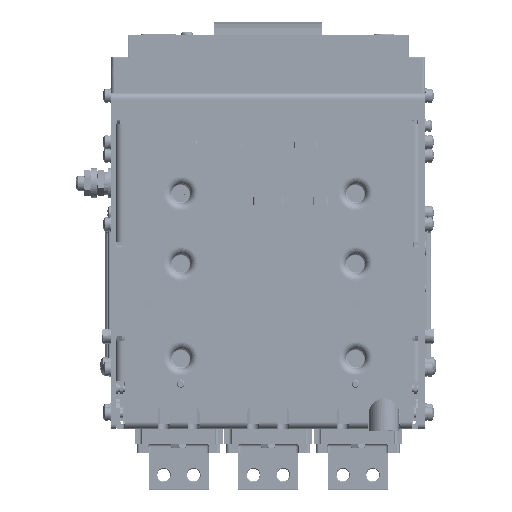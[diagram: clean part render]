
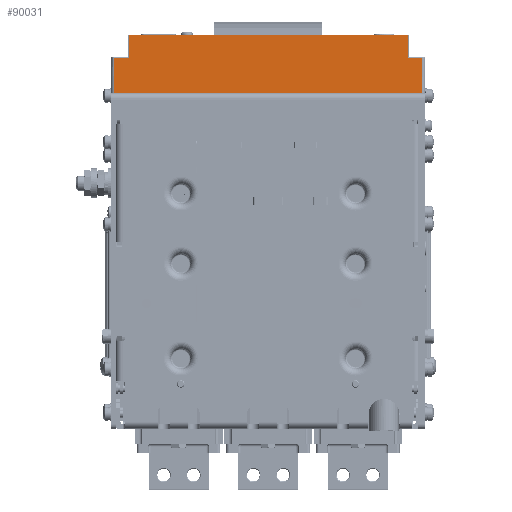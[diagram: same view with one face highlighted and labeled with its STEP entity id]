
A CAD part, front view. The second image highlights one B-rep face of the part: STEP entity #90031.
In plain terms, the highlighted planar face has unit normal (0, -1, 0).
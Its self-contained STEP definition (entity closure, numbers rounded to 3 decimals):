
#80322=FACE_OUTER_BOUND('',#119214,.T.);
#90031=ADVANCED_FACE('',(#80322),#96101,.T.);
#96101=PLANE('',#252318);
#119214=EDGE_LOOP('',(#162424,#162425,#162426,#162427,#162428,#162429,#162430,
#162431));
#162424=ORIENTED_EDGE('',*,*,#203917,.T.);
#162425=ORIENTED_EDGE('',*,*,#203907,.T.);
#162426=ORIENTED_EDGE('',*,*,#203935,.T.);
#162427=ORIENTED_EDGE('',*,*,#203953,.T.);
#162428=ORIENTED_EDGE('',*,*,#203937,.T.);
#162429=ORIENTED_EDGE('',*,*,#203893,.T.);
#162430=ORIENTED_EDGE('',*,*,#203921,.T.);
#162431=ORIENTED_EDGE('',*,*,#203887,.T.);
#181264=VERTEX_POINT('',#382145);
#181266=VERTEX_POINT('',#382153);
#181269=VERTEX_POINT('',#382166);
#181271=VERTEX_POINT('',#382169);
#181278=VERTEX_POINT('',#382191);
#181280=VERTEX_POINT('',#382195);
#181293=VERTEX_POINT('',#382248);
#181294=VERTEX_POINT('',#382252);
#203887=EDGE_CURVE('',#181266,#181264,#219279,.T.);
#203893=EDGE_CURVE('',#181271,#181269,#219282,.T.);
#203907=EDGE_CURVE('',#181278,#181280,#219286,.T.);
#203917=EDGE_CURVE('',#181264,#181278,#219289,.T.);
#203921=EDGE_CURVE('',#181269,#181266,#219293,.T.);
#203935=EDGE_CURVE('',#181280,#181293,#219304,.T.);
#203937=EDGE_CURVE('',#181294,#181271,#219305,.T.);
#203953=EDGE_CURVE('',#181293,#181294,#219310,.T.);
#219279=LINE('',#382156,#234324);
#219282=LINE('',#382168,#234327);
#219286=LINE('',#382196,#234331);
#219289=LINE('',#382215,#234334);
#219293=LINE('',#382221,#234338);
#219304=LINE('',#382247,#234349);
#219305=LINE('',#382251,#234350);
#219310=LINE('',#382345,#234355);
#234324=VECTOR('',#299333,1.);
#234327=VECTOR('',#299348,1.);
#234331=VECTOR('',#299380,1.);
#234334=VECTOR('',#299407,1.);
#234338=VECTOR('',#299415,1.);
#234349=VECTOR('',#299440,1.);
#234350=VECTOR('',#299445,1.);
#234355=VECTOR('',#299486,1.);
#252318=AXIS2_PLACEMENT_3D('',#382346,#299487,#299488);
#299333=DIRECTION('',(-1.,0.,0.));
#299348=DIRECTION('',(-1.,0.,0.));
#299380=DIRECTION('',(-1.,0.,0.));
#299407=DIRECTION('',(0.,0.,-1.));
#299415=DIRECTION('',(0.,0.,1.));
#299440=DIRECTION('',(0.,0.,-1.));
#299445=DIRECTION('',(0.,0.,1.));
#299486=DIRECTION('',(1.,0.,0.));
#299487=DIRECTION('',(0.,-1.,0.));
#299488=DIRECTION('',(0.,0.,-1.));
#382145=CARTESIAN_POINT('',(81.5,-111.605,286.052));
#382153=CARTESIAN_POINT('',(268.5,-111.605,286.052));
#382156=CARTESIAN_POINT('',(133.25,-111.605,286.052));
#382166=CARTESIAN_POINT('',(268.5,-111.605,271.052));
#382168=CARTESIAN_POINT('',(270.5,-111.605,271.052));
#382169=CARTESIAN_POINT('',(278.,-111.605,271.052));
#382191=CARTESIAN_POINT('',(81.5,-111.605,271.052));
#382195=CARTESIAN_POINT('',(72.,-111.605,271.052));
#382196=CARTESIAN_POINT('',(68.,-111.605,271.052));
#382215=CARTESIAN_POINT('',(81.5,-111.605,263.552));
#382221=CARTESIAN_POINT('',(268.5,-111.605,286.552));
#382247=CARTESIAN_POINT('',(72.,-111.605,247.552));
#382248=CARTESIAN_POINT('',(72.,-111.605,247.552));
#382251=CARTESIAN_POINT('',(278.,-111.605,247.552));
#382252=CARTESIAN_POINT('',(278.,-111.605,247.552));
#382345=CARTESIAN_POINT('',(133.25,-111.605,247.552));
#382346=CARTESIAN_POINT('',(133.25,-111.605,247.552));
